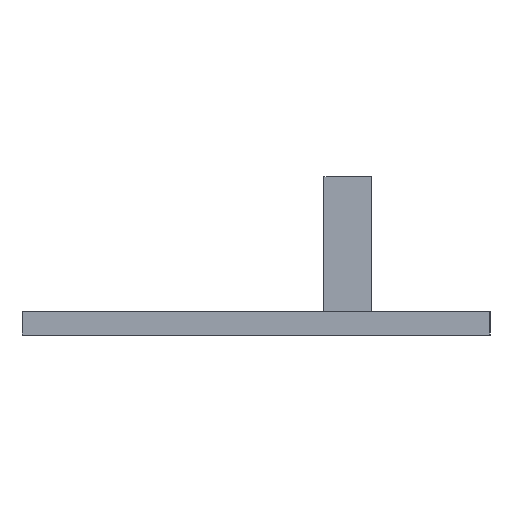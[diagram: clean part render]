
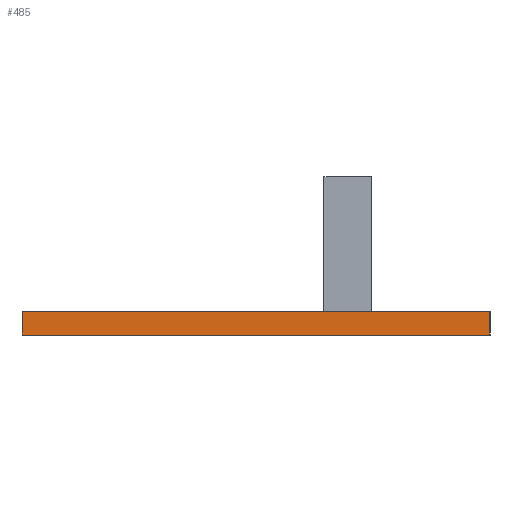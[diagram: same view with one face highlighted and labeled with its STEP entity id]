
A CAD part, left-side view. The second image highlights one B-rep face of the part: STEP entity #485.
In plain terms, the highlighted planar face has unit normal (-1, 0, 0).
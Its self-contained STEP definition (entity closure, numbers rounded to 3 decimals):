
#62 = ORIENTED_EDGE ( 'NONE', *, *, #279, .T. ) ;
#77 = ORIENTED_EDGE ( 'NONE', *, *, #337, .F. ) ;
#83 = ORIENTED_EDGE ( 'NONE', *, *, #283, .T. ) ;
#195 = ORIENTED_EDGE ( 'NONE', *, *, #217, .T. ) ;
#217 = EDGE_CURVE ( 'NONE', #1063, #1113, #639, .T. ) ;
#279 = EDGE_CURVE ( 'NONE', #1053, #1063, #762, .T. ) ;
#283 = EDGE_CURVE ( 'NONE', #1113, #1044, #751, .T. ) ;
#337 = EDGE_CURVE ( 'NONE', #1053, #1044, #666, .T. ) ;
#361 = AXIS2_PLACEMENT_3D ( 'NONE', #868, #866, #934 ) ;
#485 = ADVANCED_FACE ( 'NONE', ( #586 ), #869, .T. ) ;
#567 = VECTOR ( 'NONE', #1029, 1000. ) ;
#586 = FACE_OUTER_BOUND ( 'NONE', #688, .T. ) ;
#622 = VECTOR ( 'NONE', #1088, 1000. ) ;
#639 = LINE ( 'NONE', #1305, #622 ) ;
#665 = VECTOR ( 'NONE', #1146, 1000. ) ;
#666 = LINE ( 'NONE', #1160, #665 ) ;
#688 = EDGE_LOOP ( 'NONE', ( #195, #83, #77, #62 ) ) ;
#751 = LINE ( 'NONE', #1028, #567 ) ;
#760 = VECTOR ( 'NONE', #1039, 1000. ) ;
#762 = LINE ( 'NONE', #1040, #760 ) ;
#866 = DIRECTION ( 'NONE',  ( -1., 0., 0. ) ) ;
#868 = CARTESIAN_POINT ( 'NONE',  ( -54., -14.8, -10. ) ) ;
#869 = PLANE ( 'NONE',  #361 ) ;
#934 = DIRECTION ( 'NONE',  ( 0., 0., 1. ) ) ;
#1028 = CARTESIAN_POINT ( 'NONE',  ( -54., -14.8, -8.5 ) ) ;
#1029 = DIRECTION ( 'NONE',  ( 0., 1., 0. ) ) ;
#1039 = DIRECTION ( 'NONE',  ( 0., -1., 0. ) ) ;
#1040 = CARTESIAN_POINT ( 'NONE',  ( -54., -14.8, -10. ) ) ;
#1044 = VERTEX_POINT ( 'NONE', #1301 ) ;
#1053 = VERTEX_POINT ( 'NONE', #1124 ) ;
#1063 = VERTEX_POINT ( 'NONE', #1131 ) ;
#1088 = DIRECTION ( 'NONE',  ( 0., 0., 1. ) ) ;
#1113 = VERTEX_POINT ( 'NONE', #1307 ) ;
#1124 = CARTESIAN_POINT ( 'NONE',  ( -54., 14.8, -10. ) ) ;
#1131 = CARTESIAN_POINT ( 'NONE',  ( -54., -14.8, -10. ) ) ;
#1146 = DIRECTION ( 'NONE',  ( 0., 0., 1. ) ) ;
#1160 = CARTESIAN_POINT ( 'NONE',  ( -54., 14.8, -10. ) ) ;
#1301 = CARTESIAN_POINT ( 'NONE',  ( -54., 14.8, -8.5 ) ) ;
#1305 = CARTESIAN_POINT ( 'NONE',  ( -54., -14.8, -10. ) ) ;
#1307 = CARTESIAN_POINT ( 'NONE',  ( -54., -14.8, -8.5 ) ) ;
